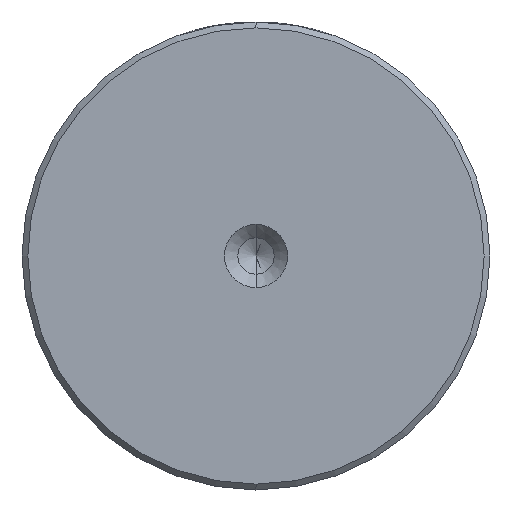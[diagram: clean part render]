
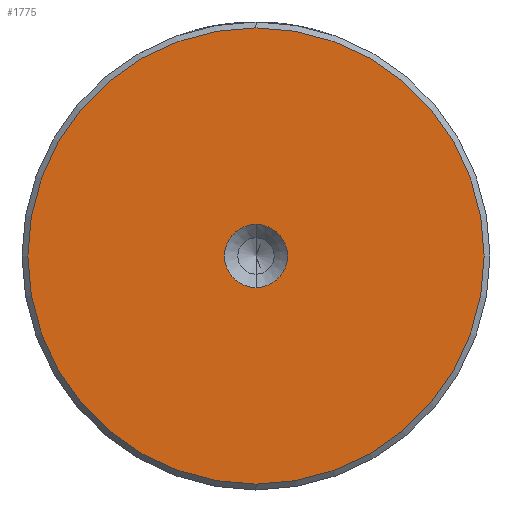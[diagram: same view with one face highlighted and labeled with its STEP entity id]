
A CAD part, left-side view. The second image highlights one B-rep face of the part: STEP entity #1775.
In plain terms, the highlighted planar face has unit normal (-1, 0, 0).
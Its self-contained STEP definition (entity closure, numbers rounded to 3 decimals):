
#88 = DIRECTION ( 'NONE',  ( 0., 0., 1. ) ) ;
#250 = CARTESIAN_POINT ( 'NONE',  ( 0., 0., 19.5 ) ) ;
#255 = CARTESIAN_POINT ( 'NONE',  ( 0., 0., 0. ) ) ;
#272 = CARTESIAN_POINT ( 'NONE',  ( 0., 0., 0. ) ) ;
#336 = CARTESIAN_POINT ( 'NONE',  ( 0., 0., 0. ) ) ;
#349 = CARTESIAN_POINT ( 'NONE',  ( 0., 0., -2.7 ) ) ;
#483 = DIRECTION ( 'NONE',  ( 0., 0., 1. ) ) ;
#509 = DIRECTION ( 'NONE',  ( 0., 0., 1. ) ) ;
#539 = CARTESIAN_POINT ( 'NONE',  ( 0., 0., -19.5 ) ) ;
#576 = DIRECTION ( 'NONE',  ( 0., 0., 1. ) ) ;
#667 = DIRECTION ( 'NONE',  ( -1., 0., 0. ) ) ;
#845 = VERTEX_POINT ( 'NONE', #539 ) ;
#914 = EDGE_CURVE ( 'NONE', #1984, #2464, #2570, .T. ) ;
#1067 = CIRCLE ( 'NONE', #2470, 2.7 ) ;
#1150 = AXIS2_PLACEMENT_3D ( 'NONE', #255, #1831, #483 ) ;
#1158 = PLANE ( 'NONE',  #1150 ) ;
#1178 = CIRCLE ( 'NONE', #1193, 19.5 ) ;
#1193 = AXIS2_PLACEMENT_3D ( 'NONE', #2001, #667, #2213 ) ;
#1371 = ORIENTED_EDGE ( 'NONE', *, *, #1891, .F. ) ;
#1438 = DIRECTION ( 'NONE',  ( -1., 0., 0. ) ) ;
#1534 = EDGE_LOOP ( 'NONE', ( #1371, #2029 ) ) ;
#1591 = EDGE_LOOP ( 'NONE', ( #2706, #2074 ) ) ;
#1727 = AXIS2_PLACEMENT_3D ( 'NONE', #272, #1853, #509 ) ;
#1775 = ADVANCED_FACE ( 'NONE', ( #2437, #1952 ), #1158, .T. ) ;
#1831 = DIRECTION ( 'NONE',  ( -1., 0., 0. ) ) ;
#1853 = DIRECTION ( 'NONE',  ( -1., 0., 0. ) ) ;
#1882 = CIRCLE ( 'NONE', #2611, 19.5 ) ;
#1891 = EDGE_CURVE ( 'NONE', #2464, #1984, #1067, .T. ) ;
#1916 = DIRECTION ( 'NONE',  ( -1., 0., 0. ) ) ;
#1929 = CARTESIAN_POINT ( 'NONE',  ( 0., 0., 2.7 ) ) ;
#1952 = FACE_BOUND ( 'NONE', #1534, .T. ) ;
#1984 = VERTEX_POINT ( 'NONE', #349 ) ;
#2001 = CARTESIAN_POINT ( 'NONE',  ( 0., 0., 0. ) ) ;
#2029 = ORIENTED_EDGE ( 'NONE', *, *, #914, .F. ) ;
#2074 = ORIENTED_EDGE ( 'NONE', *, *, #2667, .T. ) ;
#2213 = DIRECTION ( 'NONE',  ( 0., 0., 1. ) ) ;
#2426 = EDGE_CURVE ( 'NONE', #845, #2803, #1882, .T. ) ;
#2437 = FACE_OUTER_BOUND ( 'NONE', #1591, .T. ) ;
#2464 = VERTEX_POINT ( 'NONE', #1929 ) ;
#2470 = AXIS2_PLACEMENT_3D ( 'NONE', #2727, #1438, #88 ) ;
#2570 = CIRCLE ( 'NONE', #1727, 2.7 ) ;
#2611 = AXIS2_PLACEMENT_3D ( 'NONE', #336, #1916, #576 ) ;
#2667 = EDGE_CURVE ( 'NONE', #2803, #845, #1178, .T. ) ;
#2706 = ORIENTED_EDGE ( 'NONE', *, *, #2426, .T. ) ;
#2727 = CARTESIAN_POINT ( 'NONE',  ( 0., 0., 0. ) ) ;
#2803 = VERTEX_POINT ( 'NONE', #250 ) ;
